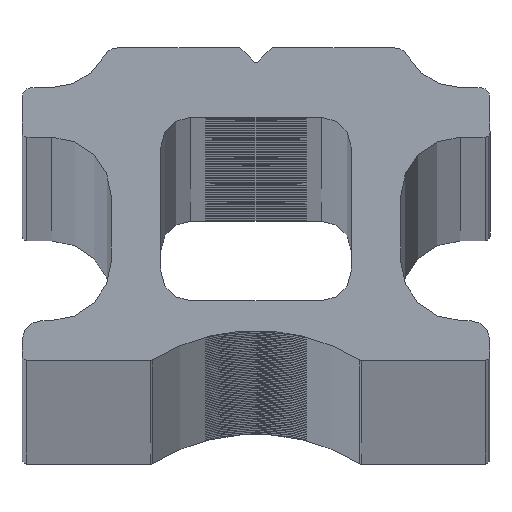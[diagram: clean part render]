
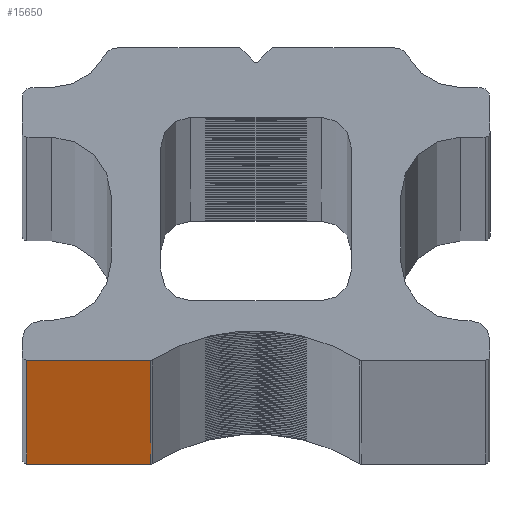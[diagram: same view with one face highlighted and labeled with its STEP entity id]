
A CAD part, top view. The second image highlights one B-rep face of the part: STEP entity #15650.
In plain terms, the highlighted planar face has unit normal (0, -1, 0).
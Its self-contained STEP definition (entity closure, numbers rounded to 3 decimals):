
#325=PLANE('',#17309);
#1884=FACE_OUTER_BOUND('',#2835,.T.);
#2835=EDGE_LOOP('',(#14557,#14558,#14559,#14560));
#4398=LINE('',#32994,#5030);
#4415=LINE('',#33062,#5047);
#4416=LINE('',#33065,#5048);
#4417=LINE('',#33066,#5049);
#5030=VECTOR('',#21114,10.);
#5047=VECTOR('',#21171,10.);
#5048=VECTOR('',#21174,10.);
#5049=VECTOR('',#21175,10.);
#7338=VERTEX_POINT('',#32991);
#7339=VERTEX_POINT('',#32993);
#7370=VERTEX_POINT('',#33060);
#7371=VERTEX_POINT('',#33064);
#9787=EDGE_CURVE('',#7338,#7339,#4398,.T.);
#9822=EDGE_CURVE('',#7338,#7370,#4415,.T.);
#9823=EDGE_CURVE('',#7371,#7370,#4416,.T.);
#9824=EDGE_CURVE('',#7339,#7371,#4417,.T.);
#14557=ORIENTED_EDGE('',*,*,#9822,.T.);
#14558=ORIENTED_EDGE('',*,*,#9823,.F.);
#14559=ORIENTED_EDGE('',*,*,#9824,.F.);
#14560=ORIENTED_EDGE('',*,*,#9787,.F.);
#15650=ADVANCED_FACE('',(#1884),#325,.T.);
#17309=AXIS2_PLACEMENT_3D('',#33063,#21172,#21173);
#21114=DIRECTION('',(-1.,0.,0.));
#21171=DIRECTION('',(0.,0.,1.));
#21172=DIRECTION('center_axis',(0.,-1.,0.));
#21173=DIRECTION('ref_axis',(1.,0.,0.));
#21174=DIRECTION('',(1.,0.,0.));
#21175=DIRECTION('',(0.,0.,1.));
#32991=CARTESIAN_POINT('',(-10.592,-25.,-3000.));
#32993=CARTESIAN_POINT('',(-23.1,-25.,-3000.));
#32994=CARTESIAN_POINT('',(-23.1,-25.,-3000.));
#33060=CARTESIAN_POINT('',(-10.592,-25.,3000.));
#33062=CARTESIAN_POINT('',(-10.592,-25.,0.));
#33063=CARTESIAN_POINT('Origin',(-23.1,-25.,0.));
#33064=CARTESIAN_POINT('',(-23.1,-25.,3000.));
#33065=CARTESIAN_POINT('',(-23.1,-25.,3000.));
#33066=CARTESIAN_POINT('',(-23.1,-25.,0.));
